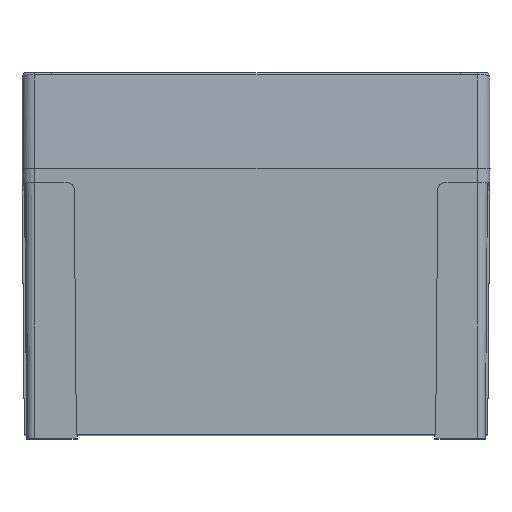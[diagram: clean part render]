
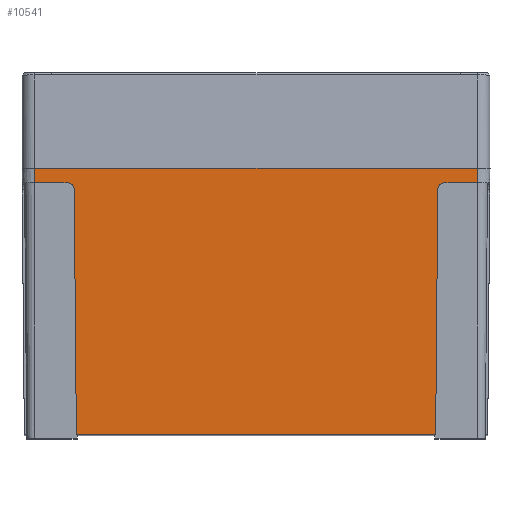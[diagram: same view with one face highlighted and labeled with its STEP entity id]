
A CAD part, top view. The second image highlights one B-rep face of the part: STEP entity #10541.
In plain terms, the highlighted planar face has unit normal (0, -0.009, 1).
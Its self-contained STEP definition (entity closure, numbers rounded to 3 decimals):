
#27 = CARTESIAN_POINT ( 'NONE',  ( 61.55, -4., 90.015 ) ) ;
#78 = CARTESIAN_POINT ( 'NONE',  ( 61.55, 0., 90.05 ) ) ;
#102 = LINE ( 'NONE', #12517, #5836 ) ;
#309 = LINE ( 'NONE', #2637, #12633 ) ;
#470 = VECTOR ( 'NONE', #5639, 1000. ) ;
#475 = LINE ( 'NONE', #1570, #583 ) ;
#562 = PLANE ( 'NONE',  #7870 ) ;
#573 = CARTESIAN_POINT ( 'NONE',  ( -50.543, -4.819, 90.008 ) ) ;
#579 = CARTESIAN_POINT ( 'NONE',  ( -61.55, -4., 90.015 ) ) ;
#583 = VECTOR ( 'NONE', #6608, 1000. ) ;
#867 = VERTEX_POINT ( 'NONE', #8076 ) ;
#1220 = CARTESIAN_POINT ( 'NONE',  ( -50.533, -5.983, 89.998 ) ) ;
#1346 = CARTESIAN_POINT ( 'NONE',  ( -52.533, -4., 90.015 ) ) ;
#1429 = ORIENTED_EDGE ( 'NONE', *, *, #7460, .T. ) ;
#1473 = DIRECTION ( 'NONE',  ( 1., 0., 0. ) ) ;
#1555 = ORIENTED_EDGE ( 'NONE', *, *, #9069, .F. ) ;
#1570 = CARTESIAN_POINT ( 'NONE',  ( 61.55, 0., 90.05 ) ) ;
#1616 = EDGE_CURVE ( 'NONE', #867, #4229, #13017, .T. ) ;
#1664 =( BOUNDED_CURVE ( )  B_SPLINE_CURVE ( 3, ( #11649, #5758, #573, #1220 ),
 .UNSPECIFIED., .F., .T. ) 
 B_SPLINE_CURVE_WITH_KNOTS ( ( 4, 4 ),
 ( 3.142, 4.704 ),
 .UNSPECIFIED. ) 
 CURVE ( )  GEOMETRIC_REPRESENTATION_ITEM ( )  RATIONAL_B_SPLINE_CURVE ( ( 1., 0.807, 0.807, 1. ) ) 
 REPRESENTATION_ITEM ( '' )  );
#1846 = CARTESIAN_POINT ( 'NONE',  ( 50.533, -5.983, 89.998 ) ) ;
#1922 = EDGE_CURVE ( 'NONE', #6153, #4229, #1664, .T. ) ;
#2107 = CARTESIAN_POINT ( 'NONE',  ( 50.543, -4.819, 90.008 ) ) ;
#2149 = ORIENTED_EDGE ( 'NONE', *, *, #1616, .F. ) ;
#2190 = ORIENTED_EDGE ( 'NONE', *, *, #12488, .T. ) ;
#2208 = VERTEX_POINT ( 'NONE', #10716 ) ;
#2421 = DIRECTION ( 'NONE',  ( 0., -0.009, 1. ) ) ;
#2492 = CARTESIAN_POINT ( 'NONE',  ( -50.533, -5.983, 89.998 ) ) ;
#2637 = CARTESIAN_POINT ( 'NONE',  ( -61.55, 0., 90.05 ) ) ;
#2666 = ORIENTED_EDGE ( 'NONE', *, *, #10749, .F. ) ;
#3184 = DIRECTION ( 'NONE',  ( -0.009, -1., -0.009 ) ) ;
#3232 = ORIENTED_EDGE ( 'NONE', *, *, #1922, .T. ) ;
#3611 = CARTESIAN_POINT ( 'NONE',  ( -61.55, -4., 90.015 ) ) ;
#3699 = EDGE_LOOP ( 'NONE', ( #7170, #1429, #1555, #2190, #5692, #2666, #11681, #3232, #2149, #6376 ) ) ;
#3701 = EDGE_CURVE ( 'NONE', #12510, #6153, #7084, .T. ) ;
#3761 = DIRECTION ( 'NONE',  ( -0.009, 1., 0.009 ) ) ;
#3856 = VECTOR ( 'NONE', #10856, 1000. ) ;
#3956 = CARTESIAN_POINT ( 'NONE',  ( -61.55, -4., 90.015 ) ) ;
#4196 = VERTEX_POINT ( 'NONE', #11904 ) ;
#4229 = VERTEX_POINT ( 'NONE', #2492 ) ;
#4252 = EDGE_CURVE ( 'NONE', #12282, #13242, #309, .T. ) ;
#4681 = VERTEX_POINT ( 'NONE', #1846 ) ;
#5474 = CARTESIAN_POINT ( 'NONE',  ( -61.55, -74., 89.404 ) ) ;
#5491 = DIRECTION ( 'NONE',  ( 0., -1., -0.009 ) ) ;
#5639 = DIRECTION ( 'NONE',  ( -1., 0., 0. ) ) ;
#5661 = VERTEX_POINT ( 'NONE', #27 ) ;
#5692 = ORIENTED_EDGE ( 'NONE', *, *, #4252, .F. ) ;
#5758 = CARTESIAN_POINT ( 'NONE',  ( -51.369, -4., 90.015 ) ) ;
#5784 = VECTOR ( 'NONE', #3761, 1000. ) ;
#5818 = CARTESIAN_POINT ( 'NONE',  ( -61.55, 0., 90.05 ) ) ;
#5836 = VECTOR ( 'NONE', #3184, 1000. ) ;
#6153 = VERTEX_POINT ( 'NONE', #1346 ) ;
#6200 = CARTESIAN_POINT ( 'NONE',  ( 52.533, -4., 90.015 ) ) ;
#6376 = ORIENTED_EDGE ( 'NONE', *, *, #12125, .T. ) ;
#6608 = DIRECTION ( 'NONE',  ( 0., 1., 0.009 ) ) ;
#6778 = CARTESIAN_POINT ( 'NONE',  ( -61.55, 0., 90.05 ) ) ;
#6838 = LINE ( 'NONE', #5818, #7291 ) ;
#7084 = LINE ( 'NONE', #3956, #10660 ) ;
#7170 = ORIENTED_EDGE ( 'NONE', *, *, #7857, .F. ) ;
#7283 = CARTESIAN_POINT ( 'NONE',  ( 50.533, -5.983, 89.998 ) ) ;
#7291 = VECTOR ( 'NONE', #9982, 1000. ) ;
#7460 = EDGE_CURVE ( 'NONE', #4681, #2208, #12454, .T. ) ;
#7857 = EDGE_CURVE ( 'NONE', #4681, #4196, #102, .T. ) ;
#7870 = AXIS2_PLACEMENT_3D ( 'NONE', #6778, #2421, #5491 ) ;
#8076 = CARTESIAN_POINT ( 'NONE',  ( -49.939, -74., 89.404 ) ) ;
#8108 = DIRECTION ( 'NONE',  ( 1., 0., 0. ) ) ;
#8117 = CARTESIAN_POINT ( 'NONE',  ( -61.55, 0., 90.05 ) ) ;
#8516 = CARTESIAN_POINT ( 'NONE',  ( 51.369, -4., 90.015 ) ) ;
#9069 = EDGE_CURVE ( 'NONE', #5661, #2208, #12990, .T. ) ;
#9982 = DIRECTION ( 'NONE',  ( 0., 1., 0.009 ) ) ;
#10097 = CARTESIAN_POINT ( 'NONE',  ( -50.586, 0.096, 90.051 ) ) ;
#10541 = ADVANCED_FACE ( 'NONE', ( #11962 ), #562, .T. ) ;
#10660 = VECTOR ( 'NONE', #8108, 1000. ) ;
#10716 = CARTESIAN_POINT ( 'NONE',  ( 52.533, -4., 90.015 ) ) ;
#10749 = EDGE_CURVE ( 'NONE', #12510, #12282, #6838, .T. ) ;
#10856 = DIRECTION ( 'NONE',  ( 1., 0., 0. ) ) ;
#11649 = CARTESIAN_POINT ( 'NONE',  ( -52.533, -4., 90.015 ) ) ;
#11681 = ORIENTED_EDGE ( 'NONE', *, *, #3701, .T. ) ;
#11904 = CARTESIAN_POINT ( 'NONE',  ( 49.939, -74., 89.404 ) ) ;
#11962 = FACE_OUTER_BOUND ( 'NONE', #3699, .T. ) ;
#12125 = EDGE_CURVE ( 'NONE', #867, #4196, #12903, .T. ) ;
#12282 = VERTEX_POINT ( 'NONE', #8117 ) ;
#12454 =( BOUNDED_CURVE ( )  B_SPLINE_CURVE ( 3, ( #7283, #2107, #8516, #6200 ),
 .UNSPECIFIED., .F., .T. ) 
 B_SPLINE_CURVE_WITH_KNOTS ( ( 4, 4 ),
 ( 1.58, 3.142 ),
 .UNSPECIFIED. ) 
 CURVE ( )  GEOMETRIC_REPRESENTATION_ITEM ( )  RATIONAL_B_SPLINE_CURVE ( ( 1., 0.807, 0.807, 1. ) ) 
 REPRESENTATION_ITEM ( '' )  );
#12488 = EDGE_CURVE ( 'NONE', #5661, #13242, #475, .T. ) ;
#12510 = VERTEX_POINT ( 'NONE', #3611 ) ;
#12517 = CARTESIAN_POINT ( 'NONE',  ( 50.576, -0.978, 90.041 ) ) ;
#12633 = VECTOR ( 'NONE', #1473, 1000. ) ;
#12903 = LINE ( 'NONE', #5474, #3856 ) ;
#12990 = LINE ( 'NONE', #579, #470 ) ;
#13017 = LINE ( 'NONE', #10097, #5784 ) ;
#13242 = VERTEX_POINT ( 'NONE', #78 ) ;
